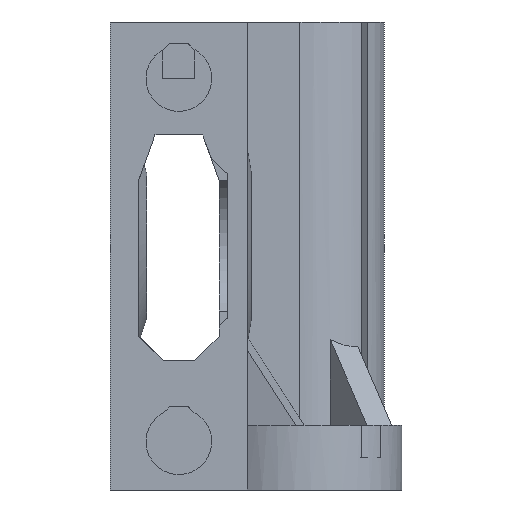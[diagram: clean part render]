
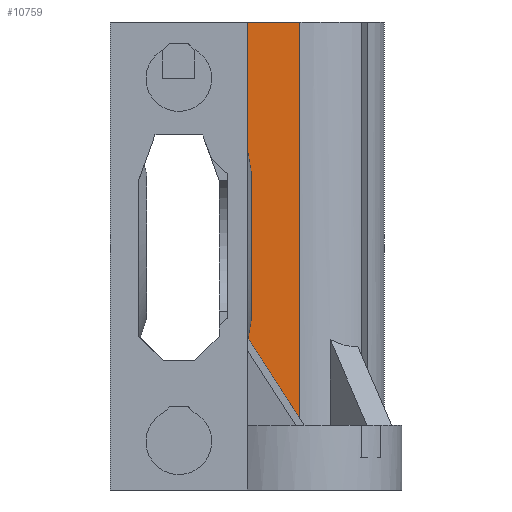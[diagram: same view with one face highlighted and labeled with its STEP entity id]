
A CAD part, front view. The second image highlights one B-rep face of the part: STEP entity #10759.
In plain terms, the highlighted planar face has unit normal (0, -1, 0).
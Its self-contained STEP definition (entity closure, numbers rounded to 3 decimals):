
#4804 = VERTEX_POINT('',#4805);
#4805 = CARTESIAN_POINT('',(-6.5,-10.475,58.));
#4819 = PLANE('',#4820);
#4820 = AXIS2_PLACEMENT_3D('',#4821,#4822,#4823);
#4821 = CARTESIAN_POINT('',(-6.5,-28.5,0.));
#4822 = DIRECTION('',(1.,0.,0.));
#4823 = DIRECTION('',(0.,0.,1.));
#7166 = PLANE('',#7167);
#7167 = AXIS2_PLACEMENT_3D('',#7168,#7169,#7170);
#7168 = CARTESIAN_POINT('',(-14.475,-10.475,58.));
#7169 = DIRECTION('',(0.,0.,1.));
#7170 = DIRECTION('',(1.,0.,0.));
#7459 = PLANE('',#7460);
#7460 = AXIS2_PLACEMENT_3D('',#7461,#7462,#7463);
#7461 = CARTESIAN_POINT('',(0.,-17.,8.01));
#7462 = DIRECTION('',(0.,0.,1.));
#7463 = DIRECTION('',(1.,0.,0.));
#7485 = PLANE('',#7486);
#7486 = AXIS2_PLACEMENT_3D('',#7487,#7488,#7489);
#7487 = CARTESIAN_POINT('',(-7.469,-15.994,
    7.5));
#7488 = DIRECTION('',(-0.745,0.667,0.));
#7489 = DIRECTION('',(0.,0.,1.));
#7497 = VERTEX_POINT('',#7498);
#7498 = CARTESIAN_POINT('',(-6.5,-10.475,8.5));
#7511 = PLANE('',#7512);
#7512 = AXIS2_PLACEMENT_3D('',#7513,#7514,#7515);
#7513 = CARTESIAN_POINT('',(-7.469,-15.994,
    8.5));
#7514 = DIRECTION('',(0.,0.,1.));
#7515 = DIRECTION('',(0.667,0.745,0.));
#7522 = EDGE_CURVE('',#7497,#4804,#7523,.T.);
#7523 = SURFACE_CURVE('',#7524,(#7528,#7534),.PCURVE_S1.);
#7524 = LINE('',#7525,#7526);
#7525 = CARTESIAN_POINT('',(-6.5,-10.475,0.));
#7526 = VECTOR('',#7527,1.);
#7527 = DIRECTION('',(0.,0.,1.));
#7528 = PCURVE('',#4819,#7529);
#7529 = DEFINITIONAL_REPRESENTATION('',(#7530),#7533);
#7530 = B_SPLINE_CURVE_WITH_KNOTS('',1,(#7531,#7532),.UNSPECIFIED.,.F.,
  .F.,(2,2),(-5.8,63.8),.PIECEWISE_BEZIER_KNOTS.);
#7531 = CARTESIAN_POINT('',(-5.8,-18.025));
#7532 = CARTESIAN_POINT('',(63.8,-18.025));
#7533 = ( GEOMETRIC_REPRESENTATION_CONTEXT(2) 
PARAMETRIC_REPRESENTATION_CONTEXT() REPRESENTATION_CONTEXT('2D SPACE',''
  ) );
#7534 = PCURVE('',#7535,#7540);
#7535 = PLANE('',#7536);
#7536 = AXIS2_PLACEMENT_3D('',#7537,#7538,#7539);
#7537 = CARTESIAN_POINT('',(-14.475,-10.475,0.));
#7538 = DIRECTION('',(0.,1.,0.));
#7539 = DIRECTION('',(0.,0.,1.));
#7540 = DEFINITIONAL_REPRESENTATION('',(#7541),#7544);
#7541 = B_SPLINE_CURVE_WITH_KNOTS('',1,(#7542,#7543),.UNSPECIFIED.,.F.,
  .F.,(2,2),(-5.8,63.8),.PIECEWISE_BEZIER_KNOTS.);
#7542 = CARTESIAN_POINT('',(-5.8,7.975));
#7543 = CARTESIAN_POINT('',(63.8,7.975));
#7544 = ( GEOMETRIC_REPRESENTATION_CONTEXT(2) 
PARAMETRIC_REPRESENTATION_CONTEXT() REPRESENTATION_CONTEXT('2D SPACE',''
  ) );
#10484 = EDGE_CURVE('',#4804,#10485,#10487,.T.);
#10485 = VERTEX_POINT('',#10486);
#10486 = CARTESIAN_POINT('',(0.,-10.475,58.));
#10487 = SURFACE_CURVE('',#10488,(#10492,#10499),.PCURVE_S1.);
#10488 = LINE('',#10489,#10490);
#10489 = CARTESIAN_POINT('',(-14.475,-10.475,58.));
#10490 = VECTOR('',#10491,1.);
#10491 = DIRECTION('',(1.,0.,0.));
#10492 = PCURVE('',#7166,#10493);
#10493 = DEFINITIONAL_REPRESENTATION('',(#10494),#10498);
#10494 = LINE('',#10495,#10496);
#10495 = CARTESIAN_POINT('',(0.,0.));
#10496 = VECTOR('',#10497,1.);
#10497 = DIRECTION('',(1.,0.));
#10498 = ( GEOMETRIC_REPRESENTATION_CONTEXT(2) 
PARAMETRIC_REPRESENTATION_CONTEXT() REPRESENTATION_CONTEXT('2D SPACE',''
  ) );
#10499 = PCURVE('',#7535,#10500);
#10500 = DEFINITIONAL_REPRESENTATION('',(#10501),#10505);
#10501 = LINE('',#10502,#10503);
#10502 = CARTESIAN_POINT('',(58.,0.));
#10503 = VECTOR('',#10504,1.);
#10504 = DIRECTION('',(0.,1.));
#10505 = ( GEOMETRIC_REPRESENTATION_CONTEXT(2) 
PARAMETRIC_REPRESENTATION_CONTEXT() REPRESENTATION_CONTEXT('2D SPACE',''
  ) );
#10759 = ADVANCED_FACE('',(#10760),#7535,.F.);
#10760 = FACE_BOUND('',#10761,.F.);
#10761 = EDGE_LOOP('',(#10762,#10785,#10806,#10825,#10826,#10827));
#10762 = ORIENTED_EDGE('',*,*,#10763,.F.);
#10763 = EDGE_CURVE('',#10764,#10766,#10768,.T.);
#10764 = VERTEX_POINT('',#10765);
#10765 = CARTESIAN_POINT('',(-2.535,-10.475,8.01));
#10766 = VERTEX_POINT('',#10767);
#10767 = CARTESIAN_POINT('',(0.,-10.475,8.01));
#10768 = SURFACE_CURVE('',#10769,(#10773,#10779),.PCURVE_S1.);
#10769 = LINE('',#10770,#10771);
#10770 = CARTESIAN_POINT('',(-7.238,-10.475,8.01));
#10771 = VECTOR('',#10772,1.);
#10772 = DIRECTION('',(1.,0.,0.));
#10773 = PCURVE('',#7535,#10774);
#10774 = DEFINITIONAL_REPRESENTATION('',(#10775),#10778);
#10775 = B_SPLINE_CURVE_WITH_KNOTS('',1,(#10776,#10777),.UNSPECIFIED.,
  .F.,.F.,(2,2),(0.088,7.888),.PIECEWISE_BEZIER_KNOTS.);
#10776 = CARTESIAN_POINT('',(8.01,7.325));
#10777 = CARTESIAN_POINT('',(8.01,15.125));
#10778 = ( GEOMETRIC_REPRESENTATION_CONTEXT(2) 
PARAMETRIC_REPRESENTATION_CONTEXT() REPRESENTATION_CONTEXT('2D SPACE',''
  ) );
#10779 = PCURVE('',#7459,#10780);
#10780 = DEFINITIONAL_REPRESENTATION('',(#10781),#10784);
#10781 = B_SPLINE_CURVE_WITH_KNOTS('',1,(#10782,#10783),.UNSPECIFIED.,
  .F.,.F.,(2,2),(0.088,7.888),.PIECEWISE_BEZIER_KNOTS.);
#10782 = CARTESIAN_POINT('',(-7.15,6.525));
#10783 = CARTESIAN_POINT('',(0.65,6.525));
#10784 = ( GEOMETRIC_REPRESENTATION_CONTEXT(2) 
PARAMETRIC_REPRESENTATION_CONTEXT() REPRESENTATION_CONTEXT('2D SPACE',''
  ) );
#10785 = ORIENTED_EDGE('',*,*,#10786,.T.);
#10786 = EDGE_CURVE('',#10764,#10787,#10789,.T.);
#10787 = VERTEX_POINT('',#10788);
#10788 = CARTESIAN_POINT('',(-2.535,-10.475,8.5));
#10789 = SURFACE_CURVE('',#10790,(#10794,#10800),.PCURVE_S1.);
#10790 = LINE('',#10791,#10792);
#10791 = CARTESIAN_POINT('',(-2.535,-10.475,3.75));
#10792 = VECTOR('',#10793,1.);
#10793 = DIRECTION('',(0.,0.,1.));
#10794 = PCURVE('',#7535,#10795);
#10795 = DEFINITIONAL_REPRESENTATION('',(#10796),#10799);
#10796 = B_SPLINE_CURVE_WITH_KNOTS('',1,(#10797,#10798),.UNSPECIFIED.,
  .F.,.F.,(2,2),(3.65,4.85),
  .PIECEWISE_BEZIER_KNOTS.);
#10797 = CARTESIAN_POINT('',(7.4,11.94));
#10798 = CARTESIAN_POINT('',(8.6,11.94));
#10799 = ( GEOMETRIC_REPRESENTATION_CONTEXT(2) 
PARAMETRIC_REPRESENTATION_CONTEXT() REPRESENTATION_CONTEXT('2D SPACE',''
  ) );
#10800 = PCURVE('',#7485,#10801);
#10801 = DEFINITIONAL_REPRESENTATION('',(#10802),#10805);
#10802 = B_SPLINE_CURVE_WITH_KNOTS('',1,(#10803,#10804),.UNSPECIFIED.,
  .F.,.F.,(2,2),(3.65,4.85),
  .PIECEWISE_BEZIER_KNOTS.);
#10803 = CARTESIAN_POINT('',(-0.1,7.403));
#10804 = CARTESIAN_POINT('',(1.1,7.403));
#10805 = ( GEOMETRIC_REPRESENTATION_CONTEXT(2) 
PARAMETRIC_REPRESENTATION_CONTEXT() REPRESENTATION_CONTEXT('2D SPACE',''
  ) );
#10806 = ORIENTED_EDGE('',*,*,#10807,.F.);
#10807 = EDGE_CURVE('',#7497,#10787,#10808,.T.);
#10808 = SURFACE_CURVE('',#10809,(#10813,#10819),.PCURVE_S1.);
#10809 = LINE('',#10810,#10811);
#10810 = CARTESIAN_POINT('',(-10.972,-10.475,8.5));
#10811 = VECTOR('',#10812,1.);
#10812 = DIRECTION('',(1.,0.,0.));
#10813 = PCURVE('',#7535,#10814);
#10814 = DEFINITIONAL_REPRESENTATION('',(#10815),#10818);
#10815 = B_SPLINE_CURVE_WITH_KNOTS('',1,(#10816,#10817),.UNSPECIFIED.,
  .F.,.F.,(2,2),(3.822,9.108),
  .PIECEWISE_BEZIER_KNOTS.);
#10816 = CARTESIAN_POINT('',(8.5,7.325));
#10817 = CARTESIAN_POINT('',(8.5,12.611));
#10818 = ( GEOMETRIC_REPRESENTATION_CONTEXT(2) 
PARAMETRIC_REPRESENTATION_CONTEXT() REPRESENTATION_CONTEXT('2D SPACE',''
  ) );
#10819 = PCURVE('',#7511,#10820);
#10820 = DEFINITIONAL_REPRESENTATION('',(#10821),#10824);
#10821 = B_SPLINE_CURVE_WITH_KNOTS('',1,(#10822,#10823),.UNSPECIFIED.,
  .F.,.F.,(2,2),(3.822,9.108),
  .PIECEWISE_BEZIER_KNOTS.);
#10822 = CARTESIAN_POINT('',(4.327,3.441));
#10823 = CARTESIAN_POINT('',(7.85,-0.5));
#10824 = ( GEOMETRIC_REPRESENTATION_CONTEXT(2) 
PARAMETRIC_REPRESENTATION_CONTEXT() REPRESENTATION_CONTEXT('2D SPACE',''
  ) );
#10825 = ORIENTED_EDGE('',*,*,#7522,.T.);
#10826 = ORIENTED_EDGE('',*,*,#10484,.T.);
#10827 = ORIENTED_EDGE('',*,*,#10828,.F.);
#10828 = EDGE_CURVE('',#10766,#10485,#10829,.T.);
#10829 = SURFACE_CURVE('',#10830,(#10834,#10841),.PCURVE_S1.);
#10830 = LINE('',#10831,#10832);
#10831 = CARTESIAN_POINT('',(0.,-10.475,0.));
#10832 = VECTOR('',#10833,1.);
#10833 = DIRECTION('',(0.,0.,1.));
#10834 = PCURVE('',#7535,#10835);
#10835 = DEFINITIONAL_REPRESENTATION('',(#10836),#10840);
#10836 = LINE('',#10837,#10838);
#10837 = CARTESIAN_POINT('',(0.,14.475));
#10838 = VECTOR('',#10839,1.);
#10839 = DIRECTION('',(1.,0.));
#10840 = ( GEOMETRIC_REPRESENTATION_CONTEXT(2) 
PARAMETRIC_REPRESENTATION_CONTEXT() REPRESENTATION_CONTEXT('2D SPACE',''
  ) );
#10841 = PCURVE('',#10842,#10847);
#10842 = CYLINDRICAL_SURFACE('',#10843,10.475);
#10843 = AXIS2_PLACEMENT_3D('',#10844,#10845,#10846);
#10844 = CARTESIAN_POINT('',(0.,0.,0.));
#10845 = DIRECTION('',(0.,0.,1.));
#10846 = DIRECTION('',(1.,0.,0.));
#10847 = DEFINITIONAL_REPRESENTATION('',(#10848),#10852);
#10848 = LINE('',#10849,#10850);
#10849 = CARTESIAN_POINT('',(4.712,0.));
#10850 = VECTOR('',#10851,1.);
#10851 = DIRECTION('',(0.,1.));
#10852 = ( GEOMETRIC_REPRESENTATION_CONTEXT(2) 
PARAMETRIC_REPRESENTATION_CONTEXT() REPRESENTATION_CONTEXT('2D SPACE',''
  ) );
